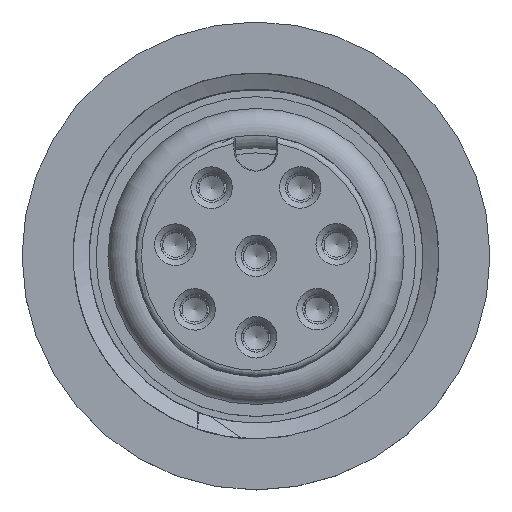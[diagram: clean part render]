
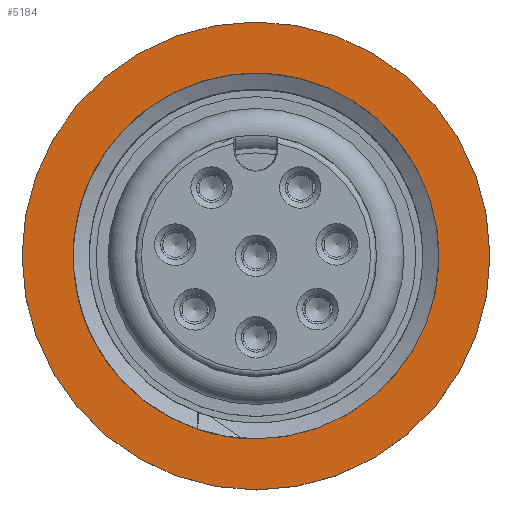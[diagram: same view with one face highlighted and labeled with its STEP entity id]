
A CAD part, left-side view. The second image highlights one B-rep face of the part: STEP entity #5184.
In plain terms, the highlighted face is planar.
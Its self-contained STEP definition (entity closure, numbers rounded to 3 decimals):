
#193=PLANE('',#6077);
#369=CIRCLE('',#6001,6.175);
#415=CIRCLE('',#6076,7.9);
#1549=ORIENTED_EDGE('',*,*,#2671,.T.);
#1550=ORIENTED_EDGE('',*,*,#2777,.F.);
#2671=EDGE_CURVE('',#3343,#3343,#369,.T.);
#2777=EDGE_CURVE('',#3435,#3435,#415,.T.);
#3343=VERTEX_POINT('',#10266);
#3435=VERTEX_POINT('',#11289);
#4140=EDGE_LOOP('',(#1549));
#4141=EDGE_LOOP('',(#1550));
#4684=FACE_BOUND('',#4140,.T.);
#4685=FACE_BOUND('',#4141,.T.);
#5184=ADVANCED_FACE('',(#4684,#4685),#193,.F.);
#6001=AXIS2_PLACEMENT_3D('',#10265,#6824,#6825);
#6076=AXIS2_PLACEMENT_3D('',#11288,#6974,#6975);
#6077=AXIS2_PLACEMENT_3D('',#11290,#6976,#6977);
#6824=DIRECTION('',(0.,1.,0.));
#6825=DIRECTION('',(1.,0.,0.));
#6974=DIRECTION('',(0.,1.,0.));
#6975=DIRECTION('',(1.,0.,0.));
#6976=DIRECTION('',(0.,1.,0.));
#6977=DIRECTION('',(0.,0.,1.));
#10265=CARTESIAN_POINT('',(0.,0.,0.));
#10266=CARTESIAN_POINT('',(6.175,0.,0.));
#11288=CARTESIAN_POINT('',(0.,0.,0.));
#11289=CARTESIAN_POINT('',(7.9,0.,0.));
#11290=CARTESIAN_POINT('',(0.,0.,0.));
